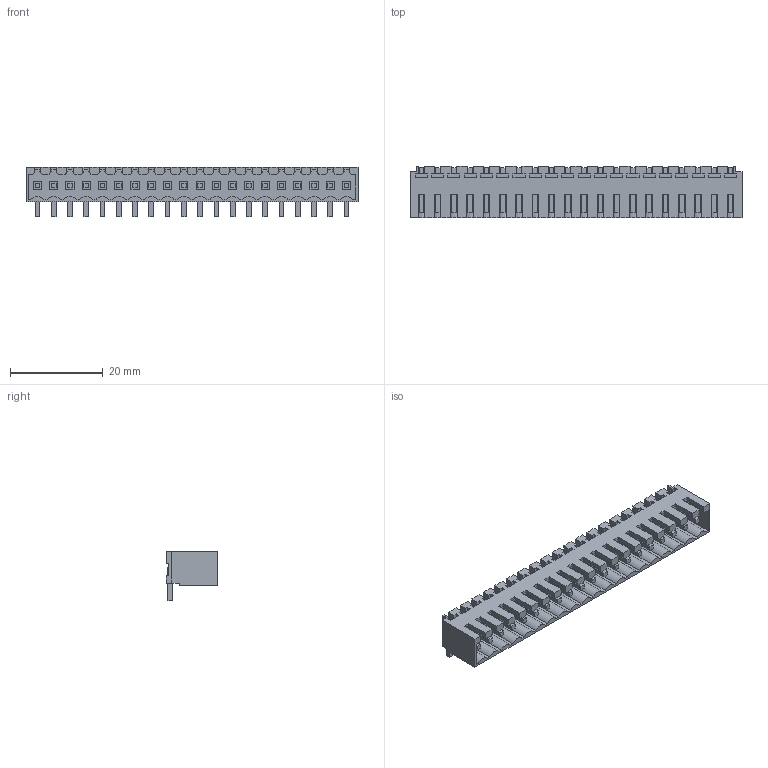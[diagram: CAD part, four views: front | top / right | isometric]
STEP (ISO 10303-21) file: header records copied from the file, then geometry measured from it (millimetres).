
FILE_DESCRIPTION(('CATIA V5 STEP Exchange','CAx-IF Rec.Pracs.--- Model Styling and Organization---1.2---2011-12-15'),'2;1');
FILE_NAME ('D1457197_0_1841810000_1841810000.stp','2018-03-10T11:09:20+00:00',('none'),('Weidmueller'),'CATIA Version 5-6 Release 2014','CATIA V5 STEP AP214','none');
FILE_SCHEMA(('AUTOMOTIVE_DESIGN { 1 0 10303 214 1 1 1 1 }'));
Length unit declared in the file: millimetre
Products named in the file (1): 1841810000
Bounding box: 71.4 x 11.05 x 10.65 mm (x, y, z)
Volume: 2384.7 mm3; surface area: 6587.8 mm2
Topology: 21 solids, 21 shells, 1112 faces, 3281 edges, 2231 vertices
Faces by surface type: plane 1092, cylinder 20
Entity records: 33252 total; most frequent: ORIENTED_EDGE 6562, CARTESIAN_POINT 5967, DIRECTION 4189, EDGE_CURVE 3281, VECTOR 3241, LINE 3241, VERTEX_POINT 2231, EDGE_LOOP 1172
